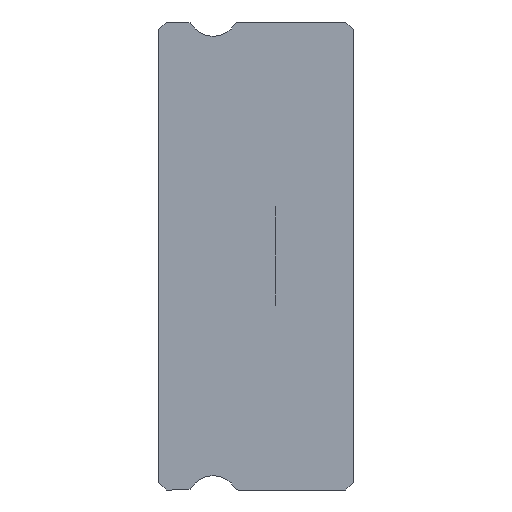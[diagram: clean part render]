
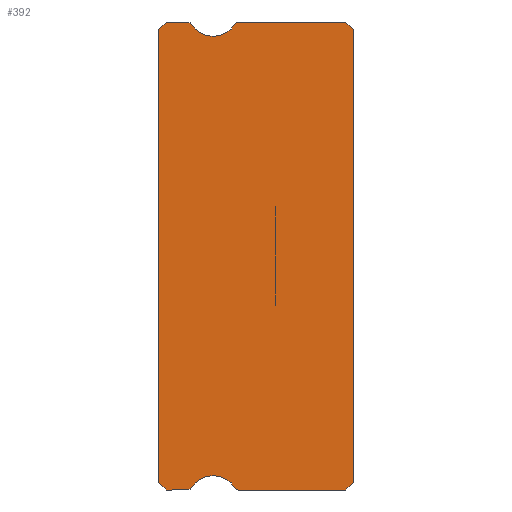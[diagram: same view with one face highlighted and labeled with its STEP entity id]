
A CAD part, left-side view. The second image highlights one B-rep face of the part: STEP entity #392.
In plain terms, the highlighted planar face has unit normal (-1, 0, 0).
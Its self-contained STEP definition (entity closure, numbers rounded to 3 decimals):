
#39 = DIRECTION ( 'NONE',  ( 0., 0., 1. ) ) ;
#125 = VERTEX_POINT ( 'NONE', #2150 ) ;
#135 = VECTOR ( 'NONE', #3790, 1000. ) ;
#213 = EDGE_CURVE ( 'NONE', #1916, #3205, #2730, .T. ) ;
#359 = CARTESIAN_POINT ( 'NONE',  ( -5., 6.381, 8.85 ) ) ;
#379 = FACE_OUTER_BOUND ( 'NONE', #4041, .T. ) ;
#392 = ADVANCED_FACE ( 'NONE', ( #379 ), #1627, .F. ) ;
#416 = ORIENTED_EDGE ( 'NONE', *, *, #640, .F. ) ;
#434 = CARTESIAN_POINT ( 'NONE',  ( -5., 7.5, 8.7 ) ) ;
#451 = CARTESIAN_POINT ( 'NONE',  ( -5., 4.419, 8.85 ) ) ;
#473 = DIRECTION ( 'NONE',  ( 1., 0., 0. ) ) ;
#521 = CARTESIAN_POINT ( 'NONE',  ( -5., 5.4, 9.45 ) ) ;
#525 = DIRECTION ( 'NONE',  ( 0., 1., 0. ) ) ;
#585 = DIRECTION ( 'NONE',  ( 0., 0., -1. ) ) ;
#625 = CIRCLE ( 'NONE', #1804, 1. ) ;
#640 = EDGE_CURVE ( 'NONE', #4127, #1916, #3492, .T. ) ;
#660 = VECTOR ( 'NONE', #3813, 1000. ) ;
#720 = DIRECTION ( 'NONE',  ( 0., 0., -1. ) ) ;
#767 = DIRECTION ( 'NONE',  ( 1., 0., 0. ) ) ;
#805 = VERTEX_POINT ( 'NONE', #2308 ) ;
#819 = DIRECTION ( 'NONE',  ( 0., 0.707, -0.707 ) ) ;
#879 = CIRCLE ( 'NONE', #3999, 1. ) ;
#913 = EDGE_CURVE ( 'NONE', #3972, #4171, #3689, .T. ) ;
#991 = EDGE_CURVE ( 'NONE', #2875, #3205, #3252, .T. ) ;
#1062 = CARTESIAN_POINT ( 'NONE',  ( -5., 6.253, -8.928 ) ) ;
#1083 = VERTEX_POINT ( 'NONE', #3443 ) ;
#1185 = EDGE_CURVE ( 'NONE', #2694, #4171, #3361, .T. ) ;
#1259 = CIRCLE ( 'NONE', #2761, 1. ) ;
#1375 = CARTESIAN_POINT ( 'NONE',  ( -5., 4.419, 9. ) ) ;
#1414 = CARTESIAN_POINT ( 'NONE',  ( -5., 0., -8.7 ) ) ;
#1451 = DIRECTION ( 'NONE',  ( 0., 0.707, -0.707 ) ) ;
#1469 = CARTESIAN_POINT ( 'NONE',  ( -5., 7.5, 8.7 ) ) ;
#1500 = LINE ( 'NONE', #2805, #3096 ) ;
#1603 = LINE ( 'NONE', #2903, #2688 ) ;
#1627 = PLANE ( 'NONE',  #3926 ) ;
#1658 = VECTOR ( 'NONE', #819, 1000. ) ;
#1718 = ORIENTED_EDGE ( 'NONE', *, *, #2289, .F. ) ;
#1759 = CARTESIAN_POINT ( 'NONE',  ( -5., 6.381, -8.85 ) ) ;
#1763 = EDGE_CURVE ( 'NONE', #3276, #3865, #1922, .T. ) ;
#1766 = DIRECTION ( 'NONE',  ( 0., 0., -1. ) ) ;
#1771 = ORIENTED_EDGE ( 'NONE', *, *, #2698, .T. ) ;
#1798 = CARTESIAN_POINT ( 'NONE',  ( -5., 6.381, -9. ) ) ;
#1804 = AXIS2_PLACEMENT_3D ( 'NONE', #521, #4170, #3251 ) ;
#1810 = CARTESIAN_POINT ( 'NONE',  ( -5., 4.419, -8.85 ) ) ;
#1851 = DIRECTION ( 'NONE',  ( 1., 0., 0. ) ) ;
#1909 = CARTESIAN_POINT ( 'NONE',  ( -5., 0., 8.7 ) ) ;
#1916 = VERTEX_POINT ( 'NONE', #3431 ) ;
#1917 = ORIENTED_EDGE ( 'NONE', *, *, #913, .F. ) ;
#1922 = LINE ( 'NONE', #3848, #3077 ) ;
#1928 = VERTEX_POINT ( 'NONE', #4022 ) ;
#1938 = EDGE_CURVE ( 'NONE', #125, #2285, #2428, .T. ) ;
#1955 = ORIENTED_EDGE ( 'NONE', *, *, #2252, .F. ) ;
#2080 = DIRECTION ( 'NONE',  ( 0., -0.707, -0.707 ) ) ;
#2085 = LINE ( 'NONE', #1414, #1658 ) ;
#2097 = DIRECTION ( 'NONE',  ( 0., -1., 0. ) ) ;
#2134 = CARTESIAN_POINT ( 'NONE',  ( -5., 4.419, -9. ) ) ;
#2150 = CARTESIAN_POINT ( 'NONE',  ( -5., 7.2, -9. ) ) ;
#2162 = CIRCLE ( 'NONE', #3239, 0.15 ) ;
#2251 = CIRCLE ( 'NONE', #2597, 0.15 ) ;
#2252 = EDGE_CURVE ( 'NONE', #2875, #3276, #2085, .T. ) ;
#2268 = ORIENTED_EDGE ( 'NONE', *, *, #991, .T. ) ;
#2285 = VERTEX_POINT ( 'NONE', #2725 ) ;
#2289 = EDGE_CURVE ( 'NONE', #1083, #3620, #1259, .T. ) ;
#2308 = CARTESIAN_POINT ( 'NONE',  ( -5., 4.547, -8.928 ) ) ;
#2310 = CARTESIAN_POINT ( 'NONE',  ( -5., 0.3, -9. ) ) ;
#2334 = CARTESIAN_POINT ( 'NONE',  ( -5., 5.4, 8.45 ) ) ;
#2400 = VECTOR ( 'NONE', #39, 1000. ) ;
#2428 = LINE ( 'NONE', #1798, #3672 ) ;
#2431 = EDGE_CURVE ( 'NONE', #2465, #1083, #3217, .T. ) ;
#2432 = CARTESIAN_POINT ( 'NONE',  ( -5., 7.2, 9. ) ) ;
#2449 = EDGE_CURVE ( 'NONE', #2465, #2694, #1603, .T. ) ;
#2465 = VERTEX_POINT ( 'NONE', #3198 ) ;
#2540 = CARTESIAN_POINT ( 'NONE',  ( -5., 7.5, -8.7 ) ) ;
#2597 = AXIS2_PLACEMENT_3D ( 'NONE', #1759, #767, #3715 ) ;
#2599 = VECTOR ( 'NONE', #3974, 1000. ) ;
#2648 = ORIENTED_EDGE ( 'NONE', *, *, #1763, .F. ) ;
#2687 = ORIENTED_EDGE ( 'NONE', *, *, #3365, .F. ) ;
#2688 = VECTOR ( 'NONE', #525, 1000. ) ;
#2694 = VERTEX_POINT ( 'NONE', #2432 ) ;
#2698 = EDGE_CURVE ( 'NONE', #3972, #125, #1500, .T. ) ;
#2725 = CARTESIAN_POINT ( 'NONE',  ( -5., 6.381, -9. ) ) ;
#2730 = LINE ( 'NONE', #3145, #660 ) ;
#2731 = AXIS2_PLACEMENT_3D ( 'NONE', #1810, #1851, #3105 ) ;
#2760 = EDGE_CURVE ( 'NONE', #3620, #1928, #625, .T. ) ;
#2761 = AXIS2_PLACEMENT_3D ( 'NONE', #4096, #4051, #2786 ) ;
#2786 = DIRECTION ( 'NONE',  ( 0., 0., -1. ) ) ;
#2805 = CARTESIAN_POINT ( 'NONE',  ( -5., 7.2, -9. ) ) ;
#2856 = ORIENTED_EDGE ( 'NONE', *, *, #1938, .T. ) ;
#2875 = VERTEX_POINT ( 'NONE', #3297 ) ;
#2903 = CARTESIAN_POINT ( 'NONE',  ( -5., 7.2, 9. ) ) ;
#2943 = CARTESIAN_POINT ( 'NONE',  ( -5., 0., 8.7 ) ) ;
#3077 = VECTOR ( 'NONE', #3323, 1000. ) ;
#3082 = ORIENTED_EDGE ( 'NONE', *, *, #2760, .F. ) ;
#3096 = VECTOR ( 'NONE', #2080, 1000. ) ;
#3105 = DIRECTION ( 'NONE',  ( 0., 0., -1. ) ) ;
#3145 = CARTESIAN_POINT ( 'NONE',  ( -5., 0.3, 9. ) ) ;
#3196 = CARTESIAN_POINT ( 'NONE',  ( -5., 6.381, 9. ) ) ;
#3198 = CARTESIAN_POINT ( 'NONE',  ( -5., 6.381, 9. ) ) ;
#3205 = VERTEX_POINT ( 'NONE', #1909 ) ;
#3217 = CIRCLE ( 'NONE', #3698, 0.15 ) ;
#3239 = AXIS2_PLACEMENT_3D ( 'NONE', #451, #473, #1766 ) ;
#3244 = DIRECTION ( 'NONE',  ( 1., 0., 0. ) ) ;
#3251 = DIRECTION ( 'NONE',  ( 0., 0., -1. ) ) ;
#3252 = LINE ( 'NONE', #2943, #2400 ) ;
#3276 = VERTEX_POINT ( 'NONE', #2310 ) ;
#3297 = CARTESIAN_POINT ( 'NONE',  ( -5., 0., -8.7 ) ) ;
#3323 = DIRECTION ( 'NONE',  ( 0., 1., 0. ) ) ;
#3361 = LINE ( 'NONE', #434, #3473 ) ;
#3365 = EDGE_CURVE ( 'NONE', #3562, #2285, #2251, .T. ) ;
#3431 = CARTESIAN_POINT ( 'NONE',  ( -5., 0.3, 9. ) ) ;
#3443 = CARTESIAN_POINT ( 'NONE',  ( -5., 6.253, 8.928 ) ) ;
#3463 = CIRCLE ( 'NONE', #2731, 0.15 ) ;
#3473 = VECTOR ( 'NONE', #1451, 1000. ) ;
#3475 = ORIENTED_EDGE ( 'NONE', *, *, #2449, .T. ) ;
#3484 = DIRECTION ( 'NONE',  ( -1., 0., 0. ) ) ;
#3486 = ORIENTED_EDGE ( 'NONE', *, *, #3872, .F. ) ;
#3492 = LINE ( 'NONE', #3196, #135 ) ;
#3509 = DIRECTION ( 'NONE',  ( 1., 0., 0. ) ) ;
#3562 = VERTEX_POINT ( 'NONE', #1062 ) ;
#3620 = VERTEX_POINT ( 'NONE', #2334 ) ;
#3672 = VECTOR ( 'NONE', #2097, 1000. ) ;
#3689 = LINE ( 'NONE', #3995, #2599 ) ;
#3698 = AXIS2_PLACEMENT_3D ( 'NONE', #4182, #3509, #585 ) ;
#3715 = DIRECTION ( 'NONE',  ( 0., 0., -1. ) ) ;
#3790 = DIRECTION ( 'NONE',  ( 0., -1., 0. ) ) ;
#3813 = DIRECTION ( 'NONE',  ( 0., -0.707, -0.707 ) ) ;
#3837 = CARTESIAN_POINT ( 'NONE',  ( -5., 5.4, -9.45 ) ) ;
#3848 = CARTESIAN_POINT ( 'NONE',  ( -5., 6.381, -9. ) ) ;
#3850 = ORIENTED_EDGE ( 'NONE', *, *, #1185, .T. ) ;
#3865 = VERTEX_POINT ( 'NONE', #2134 ) ;
#3872 = EDGE_CURVE ( 'NONE', #3865, #805, #3463, .T. ) ;
#3906 = EDGE_CURVE ( 'NONE', #805, #3562, #879, .T. ) ;
#3913 = ORIENTED_EDGE ( 'NONE', *, *, #2431, .F. ) ;
#3926 = AXIS2_PLACEMENT_3D ( 'NONE', #359, #3244, #720 ) ;
#3947 = ORIENTED_EDGE ( 'NONE', *, *, #3906, .F. ) ;
#3965 = ORIENTED_EDGE ( 'NONE', *, *, #213, .F. ) ;
#3972 = VERTEX_POINT ( 'NONE', #2540 ) ;
#3974 = DIRECTION ( 'NONE',  ( 0., 0., 1. ) ) ;
#3995 = CARTESIAN_POINT ( 'NONE',  ( -5., 7.5, 8.85 ) ) ;
#3999 = AXIS2_PLACEMENT_3D ( 'NONE', #3837, #3484, #4144 ) ;
#4022 = CARTESIAN_POINT ( 'NONE',  ( -5., 4.547, 8.928 ) ) ;
#4041 = EDGE_LOOP ( 'NONE', ( #1917, #1771, #2856, #2687, #3947, #3486, #2648, #1955, #2268, #3965, #416, #4173, #3082, #1718, #3913, #3475, #3850 ) ) ;
#4051 = DIRECTION ( 'NONE',  ( -1., 0., 0. ) ) ;
#4096 = CARTESIAN_POINT ( 'NONE',  ( -5., 5.4, 9.45 ) ) ;
#4127 = VERTEX_POINT ( 'NONE', #1375 ) ;
#4144 = DIRECTION ( 'NONE',  ( 0., 0., -1. ) ) ;
#4170 = DIRECTION ( 'NONE',  ( -1., 0., 0. ) ) ;
#4171 = VERTEX_POINT ( 'NONE', #1469 ) ;
#4173 = ORIENTED_EDGE ( 'NONE', *, *, #4176, .F. ) ;
#4176 = EDGE_CURVE ( 'NONE', #1928, #4127, #2162, .T. ) ;
#4182 = CARTESIAN_POINT ( 'NONE',  ( -5., 6.381, 8.85 ) ) ;
